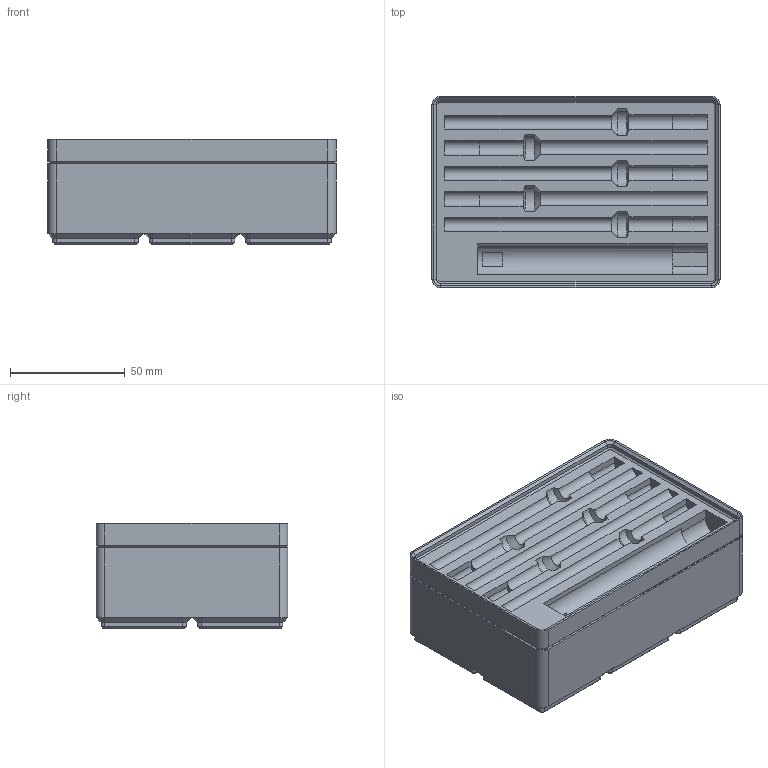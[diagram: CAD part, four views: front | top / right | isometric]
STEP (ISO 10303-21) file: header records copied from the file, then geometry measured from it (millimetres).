
FILE_DESCRIPTION(/* description */ (''),/* implementation_level */ '2;1');
FILE_NAME(/* name */ 'TS-100 Tray v3.step',/* time_stamp */ '2024-02-21T21:57:17+01:00',/* author */ (''),/* organization */ (''),/* preprocessor_version */ 'ST-DEVELOPER v20',/* originating_system */ 'Autodesk Translation Framework v12.20.1.177',/* authorisation */ '');
FILE_SCHEMA (('AUTOMOTIVE_DESIGN { 1 0 10303 214 3 1 1 }'));
Length unit declared in the file: millimetre
Products named in the file (4): TS-100 Tray; Blank Storage; TS-100 Tray 2 v3; Blank Storage (1)
Assembly tree (3 placements, depth 3):
  TS-100 Tray
    Blank Storage
    TS-100 Tray 2 v3
      Blank Storage (1)
Bounding box: 125.5 x 83.5 x 45.8 mm (x, y, z)
Volume: 165945.9 mm3; surface area: 80440.9 mm2
Topology: 2 solids, 2 shells, 413 faces, 875 edges, 496 vertices
Faces by surface type: plane 203, cylinder 112, cone 86, torus 8, bspline 4
Full cylindrical faces by diameter (mm): 6.5 x24
Entity records: 10903 total; most frequent: DIRECTION 1985, CARTESIAN_POINT 1847, ORIENTED_EDGE 1750, EDGE_CURVE 875, AXIS2_PLACEMENT_3D 706, LINE 573, VECTOR 573, VERTEX_POINT 496
